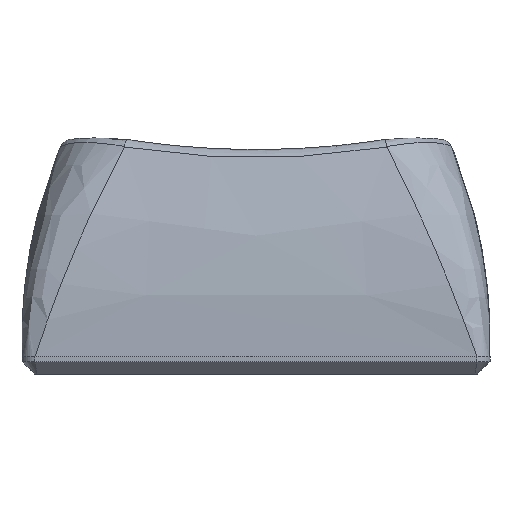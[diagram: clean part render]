
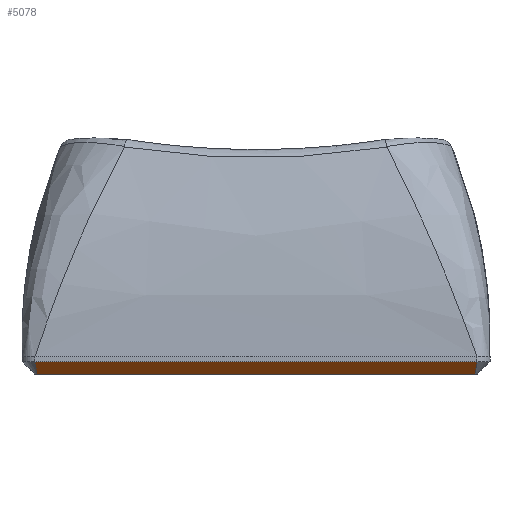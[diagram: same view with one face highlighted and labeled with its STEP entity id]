
A CAD part, front view. The second image highlights one B-rep face of the part: STEP entity #5078.
In plain terms, the highlighted planar face has unit normal (0, -0.707, -0.707).
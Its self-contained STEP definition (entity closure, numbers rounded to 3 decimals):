
#720 = PLANE('',#721);
#721 = AXIS2_PLACEMENT_3D('',#722,#723,#724);
#722 = CARTESIAN_POINT('',(-8.5,-9.,0.672));
#723 = DIRECTION('',(0.,-1.,0.));
#724 = DIRECTION('',(1.,0.,0.));
#1973 = VERTEX_POINT('',#1974);
#1974 = CARTESIAN_POINT('',(-8.5,-9.,0.48));
#2000 = EDGE_CURVE('',#1973,#2001,#2003,.T.);
#2001 = VERTEX_POINT('',#2002);
#2002 = CARTESIAN_POINT('',(8.5,-9.,0.48));
#2003 = SURFACE_CURVE('',#2004,(#2008,#2015),.PCURVE_S1.);
#2004 = LINE('',#2005,#2006);
#2005 = CARTESIAN_POINT('',(-8.5,-9.,0.48));
#2006 = VECTOR('',#2007,1.);
#2007 = DIRECTION('',(1.,0.,0.));
#2008 = PCURVE('',#720,#2009);
#2009 = DEFINITIONAL_REPRESENTATION('',(#2010),#2014);
#2010 = LINE('',#2011,#2012);
#2011 = CARTESIAN_POINT('',(0.,-0.192));
#2012 = VECTOR('',#2013,1.);
#2013 = DIRECTION('',(1.,0.));
#2014 = ( GEOMETRIC_REPRESENTATION_CONTEXT(2) 
PARAMETRIC_REPRESENTATION_CONTEXT() REPRESENTATION_CONTEXT('2D SPACE',''
  ) );
#2015 = PCURVE('',#2016,#2021);
#2016 = PLANE('',#2017);
#2017 = AXIS2_PLACEMENT_3D('',#2018,#2019,#2020);
#2018 = CARTESIAN_POINT('',(-8.5,-8.76,0.24));
#2019 = DIRECTION('',(0.,0.707,0.707)
  );
#2020 = DIRECTION('',(1.,0.,0.));
#2021 = DEFINITIONAL_REPRESENTATION('',(#2022),#2026);
#2022 = LINE('',#2023,#2024);
#2023 = CARTESIAN_POINT('',(0.,-0.339));
#2024 = VECTOR('',#2025,1.);
#2025 = DIRECTION('',(1.,0.));
#2026 = ( GEOMETRIC_REPRESENTATION_CONTEXT(2) 
PARAMETRIC_REPRESENTATION_CONTEXT() REPRESENTATION_CONTEXT('2D SPACE',''
  ) );
#3188 = CONICAL_SURFACE('',#3189,0.7,0.785);
#3189 = AXIS2_PLACEMENT_3D('',#3190,#3191,#3192);
#3190 = CARTESIAN_POINT('',(8.323,-8.323,0.48));
#3191 = DIRECTION('',(-0.,-0.,1.));
#3192 = DIRECTION('',(0.967,-0.253,0.));
#5078 = ADVANCED_FACE('',(#5079),#2016,.F.);
#5079 = FACE_BOUND('',#5080,.F.);
#5080 = EDGE_LOOP('',(#5081,#5116,#5117,#5147));
#5081 = ORIENTED_EDGE('',*,*,#5082,.F.);
#5082 = EDGE_CURVE('',#1973,#5083,#5085,.T.);
#5083 = VERTEX_POINT('',#5084);
#5084 = CARTESIAN_POINT('',(-8.42,-8.52,0.));
#5085 = SURFACE_CURVE('',#5086,(#5091,#5098),.PCURVE_S1.);
#5086 = PARABOLA('',#5087,0.008);
#5087 = AXIS2_PLACEMENT_3D('',#5088,#5089,#5090);
#5088 = CARTESIAN_POINT('',(-8.323,-8.311,
    -0.209));
#5089 = DIRECTION('',(0.,0.707,0.707)
  );
#5090 = DIRECTION('',(0.,-0.707,0.707)
  );
#5091 = PCURVE('',#2016,#5092);
#5092 = DEFINITIONAL_REPRESENTATION('',(#5093),#5097);
#5093 = B_SPLINE_CURVE_WITH_KNOTS('',2,(#5094,#5095,#5096),
  .UNSPECIFIED.,.F.,.F.,(3,3),(-0.177,-0.098),
  .PIECEWISE_BEZIER_KNOTS.);
#5094 = CARTESIAN_POINT('',(0.,-0.339));
#5095 = CARTESIAN_POINT('',(0.04,0.098));
#5096 = CARTESIAN_POINT('',(0.08,0.339));
#5097 = ( GEOMETRIC_REPRESENTATION_CONTEXT(2) 
PARAMETRIC_REPRESENTATION_CONTEXT() REPRESENTATION_CONTEXT('2D SPACE',''
  ) );
#5098 = PCURVE('',#5099,#5104);
#5099 = CONICAL_SURFACE('',#5100,0.7,0.785);
#5100 = AXIS2_PLACEMENT_3D('',#5101,#5102,#5103);
#5101 = CARTESIAN_POINT('',(-8.323,-8.323,0.48));
#5102 = DIRECTION('',(-0.,-0.,1.));
#5103 = DIRECTION('',(-0.253,-0.967,-0.));
#5104 = DEFINITIONAL_REPRESENTATION('',(#5105),#5115);
#5105 = B_SPLINE_CURVE_WITH_KNOTS('',8,(#5106,#5107,#5108,#5109,#5110,
    #5111,#5112,#5113,#5114),.UNSPECIFIED.,.F.,.F.,(9,9),(
    -0.177,-0.098),.PIECEWISE_BEZIER_KNOTS.);
#5106 = CARTESIAN_POINT('',(0.,0.));
#5107 = CARTESIAN_POINT('',(-0.014,-0.077));
#5108 = CARTESIAN_POINT('',(-0.03,-0.15));
#5109 = CARTESIAN_POINT('',(-0.048,-0.217));
#5110 = CARTESIAN_POINT('',(-0.069,-0.28));
#5111 = CARTESIAN_POINT('',(-0.094,-0.337));
#5112 = CARTESIAN_POINT('',(-0.123,-0.39));
#5113 = CARTESIAN_POINT('',(-0.158,-0.437));
#5114 = CARTESIAN_POINT('',(-0.203,-0.48));
#5115 = ( GEOMETRIC_REPRESENTATION_CONTEXT(2) 
PARAMETRIC_REPRESENTATION_CONTEXT() REPRESENTATION_CONTEXT('2D SPACE',''
  ) );
#5116 = ORIENTED_EDGE('',*,*,#2000,.T.);
#5117 = ORIENTED_EDGE('',*,*,#5118,.T.);
#5118 = EDGE_CURVE('',#2001,#5119,#5121,.T.);
#5119 = VERTEX_POINT('',#5120);
#5120 = CARTESIAN_POINT('',(8.42,-8.52,0.));
#5121 = SURFACE_CURVE('',#5122,(#5127,#5134),.PCURVE_S1.);
#5122 = PARABOLA('',#5123,0.008);
#5123 = AXIS2_PLACEMENT_3D('',#5124,#5125,#5126);
#5124 = CARTESIAN_POINT('',(8.323,-8.311,
    -0.209));
#5125 = DIRECTION('',(0.,-0.707,-0.707
    ));
#5126 = DIRECTION('',(0.,-0.707,0.707)
  );
#5127 = PCURVE('',#2016,#5128);
#5128 = DEFINITIONAL_REPRESENTATION('',(#5129),#5133);
#5129 = B_SPLINE_CURVE_WITH_KNOTS('',2,(#5130,#5131,#5132),
  .UNSPECIFIED.,.F.,.F.,(3,3),(-0.177,-0.098),
  .PIECEWISE_BEZIER_KNOTS.);
#5130 = CARTESIAN_POINT('',(17.,-0.339));
#5131 = CARTESIAN_POINT('',(16.96,0.098));
#5132 = CARTESIAN_POINT('',(16.92,0.339));
#5133 = ( GEOMETRIC_REPRESENTATION_CONTEXT(2) 
PARAMETRIC_REPRESENTATION_CONTEXT() REPRESENTATION_CONTEXT('2D SPACE',''
  ) );
#5134 = PCURVE('',#3188,#5135);
#5135 = DEFINITIONAL_REPRESENTATION('',(#5136),#5146);
#5136 = B_SPLINE_CURVE_WITH_KNOTS('',8,(#5137,#5138,#5139,#5140,#5141,
    #5142,#5143,#5144,#5145),.UNSPECIFIED.,.F.,.F.,(9,9),(
    -0.177,-0.098),.PIECEWISE_BEZIER_KNOTS.);
#5137 = CARTESIAN_POINT('',(-1.059,0.));
#5138 = CARTESIAN_POINT('',(-1.045,-0.077));
#5139 = CARTESIAN_POINT('',(-1.029,-0.15));
#5140 = CARTESIAN_POINT('',(-1.01,-0.217));
#5141 = CARTESIAN_POINT('',(-0.99,-0.28));
#5142 = CARTESIAN_POINT('',(-0.965,-0.337));
#5143 = CARTESIAN_POINT('',(-0.936,-0.39));
#5144 = CARTESIAN_POINT('',(-0.901,-0.437));
#5145 = CARTESIAN_POINT('',(-0.856,-0.48));
#5146 = ( GEOMETRIC_REPRESENTATION_CONTEXT(2) 
PARAMETRIC_REPRESENTATION_CONTEXT() REPRESENTATION_CONTEXT('2D SPACE',''
  ) );
#5147 = ORIENTED_EDGE('',*,*,#5148,.F.);
#5148 = EDGE_CURVE('',#5083,#5119,#5149,.T.);
#5149 = SURFACE_CURVE('',#5150,(#5154,#5161),.PCURVE_S1.);
#5150 = LINE('',#5151,#5152);
#5151 = CARTESIAN_POINT('',(-8.5,-8.52,0.));
#5152 = VECTOR('',#5153,1.);
#5153 = DIRECTION('',(1.,0.,0.));
#5154 = PCURVE('',#2016,#5155);
#5155 = DEFINITIONAL_REPRESENTATION('',(#5156),#5160);
#5156 = LINE('',#5157,#5158);
#5157 = CARTESIAN_POINT('',(0.,0.339));
#5158 = VECTOR('',#5159,1.);
#5159 = DIRECTION('',(1.,0.));
#5160 = ( GEOMETRIC_REPRESENTATION_CONTEXT(2) 
PARAMETRIC_REPRESENTATION_CONTEXT() REPRESENTATION_CONTEXT('2D SPACE',''
  ) );
#5161 = PCURVE('',#5162,#5167);
#5162 = PLANE('',#5163);
#5163 = AXIS2_PLACEMENT_3D('',#5164,#5165,#5166);
#5164 = CARTESIAN_POINT('',(8.5,9.,0.));
#5165 = DIRECTION('',(0.,0.,-1.));
#5166 = DIRECTION('',(-1.,0.,0.));
#5167 = DEFINITIONAL_REPRESENTATION('',(#5168),#5172);
#5168 = LINE('',#5169,#5170);
#5169 = CARTESIAN_POINT('',(17.,-17.52));
#5170 = VECTOR('',#5171,1.);
#5171 = DIRECTION('',(-1.,0.));
#5172 = ( GEOMETRIC_REPRESENTATION_CONTEXT(2) 
PARAMETRIC_REPRESENTATION_CONTEXT() REPRESENTATION_CONTEXT('2D SPACE',''
  ) );
